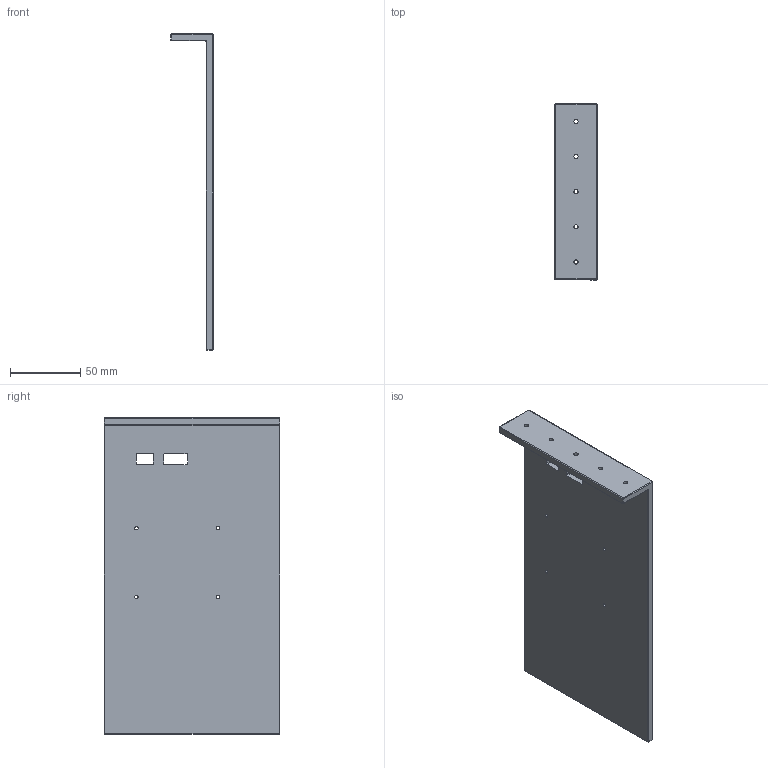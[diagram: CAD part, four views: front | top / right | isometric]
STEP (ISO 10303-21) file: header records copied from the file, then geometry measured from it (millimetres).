
FILE_DESCRIPTION(/* description */ (''),/* implementation_level */ '2;1');
FILE_NAME(/* name */ 'Secondary PI+circuit mounting.stp',/* time_stamp */ '2017-02-06T11:15:42+02:00',/* author */ ('acro'),/* organization */ (''),/* preprocessor_version */ 'ST-DEVELOPER v16.5',/* originating_system */ 'Autodesk Inventor 2017',/* authorisation */ '');
FILE_SCHEMA (('AUTOMOTIVE_DESIGN { 1 0 10303 214 3 1 1 }'));
Length unit declared in the file: inch
Products named in the file (2): Secondary PI+circuit mounting; Solid1
Assembly tree (1 placements, depth 2):
  Secondary PI+circuit mounting
    Solid1
Bounding box: 30 x 125 x 225 mm (x, y, z)
Volume: 154735.9 mm3; surface area: 66131.1 mm2
Topology: 1 solids, 1 shells, 63 faces, 153 edges, 92 vertices
Faces by surface type: cylinder 35, plane 16, sphere 10, torus 2
Full cylindrical faces by diameter (mm): 2.5 x4, 3 x5
Entity records: 1860 total; most frequent: DIRECTION 344, CARTESIAN_POINT 294, ORIENTED_EDGE 280, EDGE_CURVE 140, AXIS2_PLACEMENT_3D 138, EDGE_LOOP 94, VERTEX_POINT 88, CIRCLE 72
